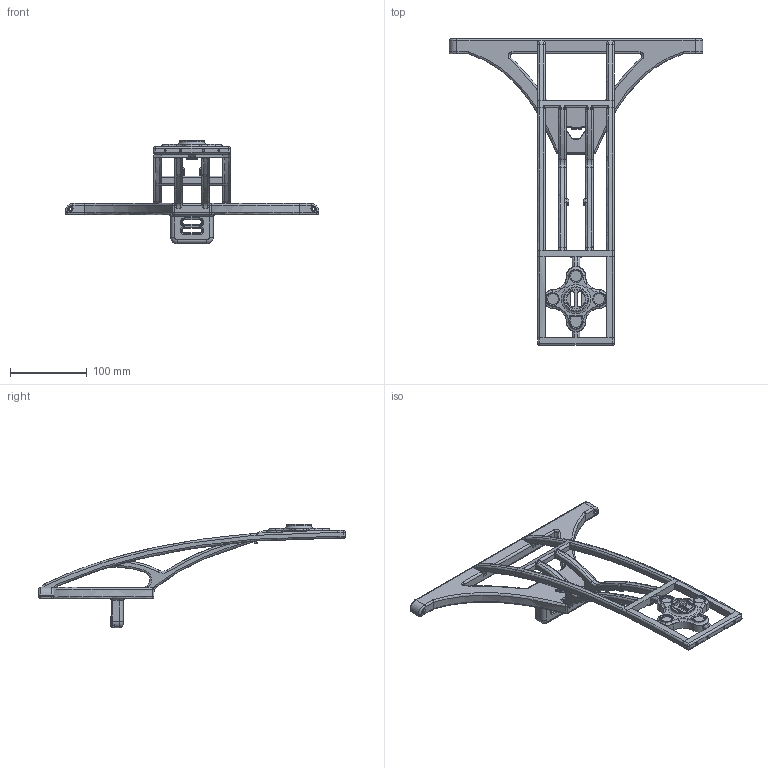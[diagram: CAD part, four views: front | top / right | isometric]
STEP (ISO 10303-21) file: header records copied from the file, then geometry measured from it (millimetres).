
FILE_DESCRIPTION(/* description */ ('Unknown'),/* implementation_level */ '2;1');
FILE_NAME(/* name */ 'Bodymount_hinten',/* time_stamp */ '2024-01-18T13:56:24+01:00',/* author */ ('Unknown'),/* organization */ ('Unknown'),/* preprocessor_version */ 'ST-DEVELOPER v18.104',/* originating_system */ 'Solid Edge',/* authorisation */ 'Unknown');
FILE_SCHEMA (('AUTOMOTIVE_DESIGN {1 0 10303 214 3 1 1}'));
Length unit declared in the file: millimetre
Products named in the file (1): Bodymount_hinten
Bounding box: 330 x 399.05 x 134.52 mm (x, y, z)
Volume: 428986.3 mm3; surface area: 120587 mm2
Topology: 1 solids, 1 shells, 680 faces, 1713 edges, 1007 vertices
Faces by surface type: cylinder 243, plane 167, torus 124, bspline 122, sphere 22, cone 2
Full cylindrical faces by diameter (mm): 1.5 x18, 2.459 x4, 3.6 x2, 10.5 x4, 14.5 x3, 30 x1, 32 x1
Entity records: 26970 total; most frequent: CARTESIAN_POINT 6703, ORIENTED_EDGE 3268, DIRECTION 3199, EDGE_CURVE 1634, AXIS2_PLACEMENT_3D 1302, VERTEX_POINT 989, EDGE_LOOP 793, FACE_BOUND 793
